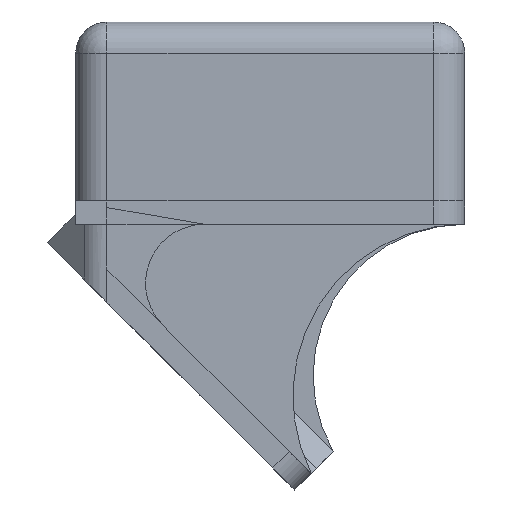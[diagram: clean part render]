
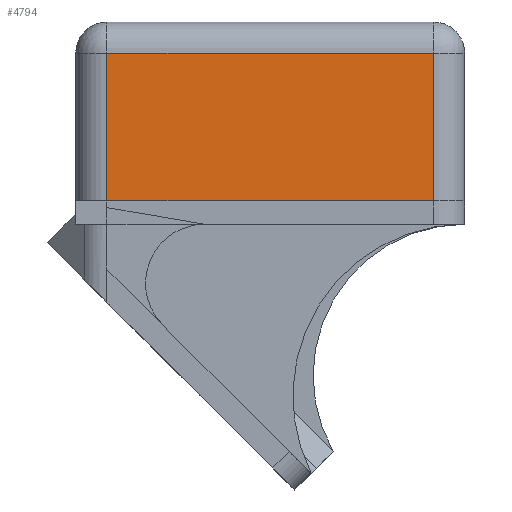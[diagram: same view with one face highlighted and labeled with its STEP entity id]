
A CAD part, left-side view. The second image highlights one B-rep face of the part: STEP entity #4794.
In plain terms, the highlighted planar face has unit normal (-1, 0, 0).
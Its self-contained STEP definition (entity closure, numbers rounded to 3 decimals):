
#4399 = VERTEX_POINT('',#4400);
#4400 = CARTESIAN_POINT('',(-65.,21.,7.));
#4409 = VERTEX_POINT('',#4410);
#4410 = CARTESIAN_POINT('',(-65.,-21.,7.));
#4417 = EDGE_CURVE('',#4399,#4409,#4418,.T.);
#4418 = LINE('',#4419,#4420);
#4419 = CARTESIAN_POINT('',(-65.,25.,7.));
#4420 = VECTOR('',#4421,1.);
#4421 = DIRECTION('',(0.,-1.,0.));
#4794 = ADVANCED_FACE('',(#4795),#4820,.F.);
#4795 = FACE_BOUND('',#4796,.F.);
#4796 = EDGE_LOOP('',(#4797,#4807,#4813,#4814));
#4797 = ORIENTED_EDGE('',*,*,#4798,.F.);
#4798 = EDGE_CURVE('',#4799,#4801,#4803,.T.);
#4799 = VERTEX_POINT('',#4800);
#4800 = CARTESIAN_POINT('',(-65.,21.,-12.));
#4801 = VERTEX_POINT('',#4802);
#4802 = CARTESIAN_POINT('',(-65.,-21.,-12.));
#4803 = LINE('',#4804,#4805);
#4804 = CARTESIAN_POINT('',(-65.,25.,-12.));
#4805 = VECTOR('',#4806,1.);
#4806 = DIRECTION('',(0.,-1.,0.));
#4807 = ORIENTED_EDGE('',*,*,#4808,.T.);
#4808 = EDGE_CURVE('',#4799,#4399,#4809,.T.);
#4809 = LINE('',#4810,#4811);
#4810 = CARTESIAN_POINT('',(-65.,21.,-12.));
#4811 = VECTOR('',#4812,1.);
#4812 = DIRECTION('',(0.,0.,1.));
#4813 = ORIENTED_EDGE('',*,*,#4417,.T.);
#4814 = ORIENTED_EDGE('',*,*,#4815,.F.);
#4815 = EDGE_CURVE('',#4801,#4409,#4816,.T.);
#4816 = LINE('',#4817,#4818);
#4817 = CARTESIAN_POINT('',(-65.,-21.,-12.));
#4818 = VECTOR('',#4819,1.);
#4819 = DIRECTION('',(0.,0.,1.));
#4820 = PLANE('',#4821);
#4821 = AXIS2_PLACEMENT_3D('',#4822,#4823,#4824);
#4822 = CARTESIAN_POINT('',(-65.,25.,-12.));
#4823 = DIRECTION('',(1.,0.,0.));
#4824 = DIRECTION('',(0.,-1.,0.));
